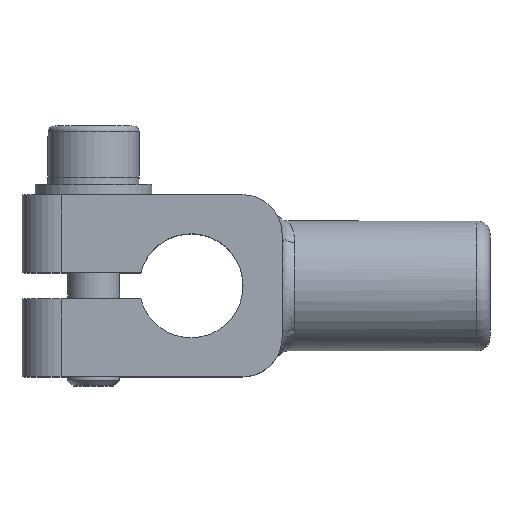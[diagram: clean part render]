
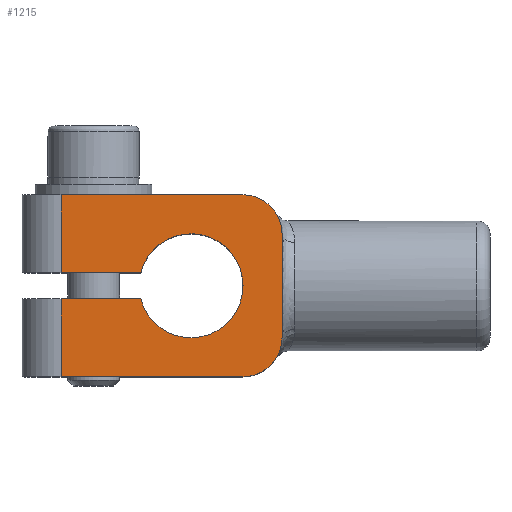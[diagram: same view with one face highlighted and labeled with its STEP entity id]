
A CAD part, top view. The second image highlights one B-rep face of the part: STEP entity #1215.
In plain terms, the highlighted planar face has unit normal (0, 0, 1).
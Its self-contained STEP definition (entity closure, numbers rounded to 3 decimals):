
#444=CARTESIAN_POINT('',(7.,0.0,6.));
#445=VERTEX_POINT('',#444);
#899=CARTESIAN_POINT('',(7.,-4.,6.));
#900=VERTEX_POINT('',#899);
#907=CARTESIAN_POINT('',(4.,-7.,6.));
#908=VERTEX_POINT('',#907);
#909=CARTESIAN_POINT('',(4.,-4.,6.));
#910=DIRECTION('',(0.0,0.0,-1.0));
#911=DIRECTION('',(0.707,-0.707,0.0));
#912=AXIS2_PLACEMENT_3D('',#909,#910,#911);
#913=CIRCLE('',#912,3.);
#914=EDGE_CURVE('',#900,#908,#913,.T.);
#941=CARTESIAN_POINT('',(7.,0.0,6.));
#942=DIRECTION('',(0.0,-1.0,0.0));
#943=VECTOR('',#942,4.);
#944=LINE('',#941,#943);
#945=EDGE_CURVE('',#445,#900,#944,.T.);
#1080=CARTESIAN_POINT('',(-10.,7.0,6.));
#1081=VERTEX_POINT('',#1080);
#1089=CARTESIAN_POINT('',(4.,7.,6.));
#1090=VERTEX_POINT('',#1089);
#1091=CARTESIAN_POINT('',(-10.,7.0,6.));
#1092=DIRECTION('',(1.0,0.0,0.0));
#1093=VECTOR('',#1092,14.0);
#1094=LINE('',#1091,#1093);
#1095=EDGE_CURVE('',#1081,#1090,#1094,.T.);
#1132=CARTESIAN_POINT('',(-10.,1.,6.));
#1133=VERTEX_POINT('',#1132);
#1141=CARTESIAN_POINT('',(-10.,1.,6.));
#1142=DIRECTION('',(0.0,1.0,0.0));
#1143=VECTOR('',#1142,6.);
#1144=LINE('',#1141,#1143);
#1145=EDGE_CURVE('',#1133,#1081,#1144,.T.);
#1150=CARTESIAN_POINT('',(-3.,0.,6.));
#1151=DIRECTION('',(0.0,0.0,1.0));
#1152=DIRECTION('',(1.0,0.0,0.0));
#1153=AXIS2_PLACEMENT_3D('',#1150,#1151,#1152);
#1154=PLANE('',#1153);
#1155=ORIENTED_EDGE('',*,*,#1145,.F.);
#1156=CARTESIAN_POINT('',(-3.873,1.,6.));
#1157=VERTEX_POINT('',#1156);
#1158=CARTESIAN_POINT('',(-10.,1.,6.));
#1159=DIRECTION('',(1.0,0.0,0.0));
#1160=VECTOR('',#1159,6.127);
#1161=LINE('',#1158,#1160);
#1162=EDGE_CURVE('',#1133,#1157,#1161,.T.);
#1163=ORIENTED_EDGE('',*,*,#1162,.T.);
#1164=CARTESIAN_POINT('',(-3.873,-1.,6.));
#1165=VERTEX_POINT('',#1164);
#1166=CARTESIAN_POINT('',(0.0,0.0,6.));
#1167=DIRECTION('',(0.0,0.0,-1.));
#1168=DIRECTION('',(-0.968,-0.25,0.0));
#1169=AXIS2_PLACEMENT_3D('',#1166,#1167,#1168);
#1170=CIRCLE('',#1169,4.0);
#1171=EDGE_CURVE('',#1157,#1165,#1170,.T.);
#1172=ORIENTED_EDGE('',*,*,#1171,.T.);
#1173=CARTESIAN_POINT('',(-10.,-1.,6.));
#1174=VERTEX_POINT('',#1173);
#1175=CARTESIAN_POINT('',(-3.873,-1.,6.));
#1176=DIRECTION('',(-1.0,0.0,0.0));
#1177=VECTOR('',#1176,6.127);
#1178=LINE('',#1175,#1177);
#1179=EDGE_CURVE('',#1165,#1174,#1178,.T.);
#1180=ORIENTED_EDGE('',*,*,#1179,.T.);
#1181=CARTESIAN_POINT('',(-10.0,-7.,6.));
#1182=VERTEX_POINT('',#1181);
#1183=CARTESIAN_POINT('',(-10.0,-7.,6.));
#1184=DIRECTION('',(0.0,1.0,0.0));
#1185=VECTOR('',#1184,6.);
#1186=LINE('',#1183,#1185);
#1187=EDGE_CURVE('',#1182,#1174,#1186,.T.);
#1188=ORIENTED_EDGE('',*,*,#1187,.F.);
#1189=CARTESIAN_POINT('',(4.,-7.,6.));
#1190=DIRECTION('',(-1.0,0.0,0.0));
#1191=VECTOR('',#1190,14.);
#1192=LINE('',#1189,#1191);
#1193=EDGE_CURVE('',#908,#1182,#1192,.T.);
#1194=ORIENTED_EDGE('',*,*,#1193,.F.);
#1195=ORIENTED_EDGE('',*,*,#914,.F.);
#1196=ORIENTED_EDGE('',*,*,#945,.F.);
#1197=CARTESIAN_POINT('',(7.,4.,6.));
#1198=VERTEX_POINT('',#1197);
#1199=CARTESIAN_POINT('',(7.,4.,6.));
#1200=DIRECTION('',(0.0,-1.0,0.0));
#1201=VECTOR('',#1200,4.);
#1202=LINE('',#1199,#1201);
#1203=EDGE_CURVE('',#1198,#445,#1202,.T.);
#1204=ORIENTED_EDGE('',*,*,#1203,.F.);
#1205=CARTESIAN_POINT('',(4.,4.,6.));
#1206=DIRECTION('',(0.0,0.0,-1.));
#1207=DIRECTION('',(0.707,0.707,0.0));
#1208=AXIS2_PLACEMENT_3D('',#1205,#1206,#1207);
#1209=CIRCLE('',#1208,3.);
#1210=EDGE_CURVE('',#1090,#1198,#1209,.T.);
#1211=ORIENTED_EDGE('',*,*,#1210,.F.);
#1212=ORIENTED_EDGE('',*,*,#1095,.F.);
#1213=EDGE_LOOP('',(#1155,#1163,#1172,#1180,#1188,#1194,#1195,#1196,#1204,#1211,#1212));
#1214=FACE_OUTER_BOUND('',#1213,.T.);
#1215=ADVANCED_FACE('',(#1214),#1154,.T.);
